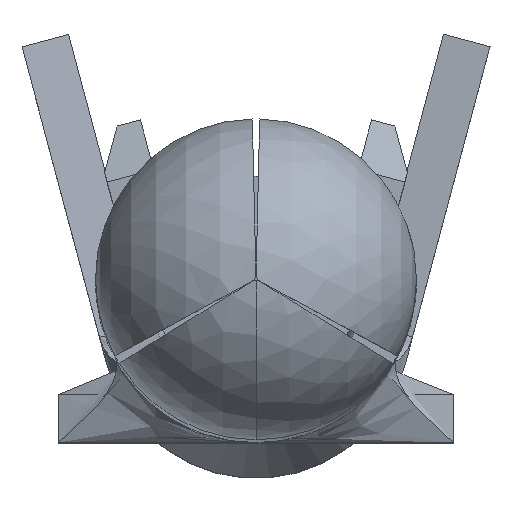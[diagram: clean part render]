
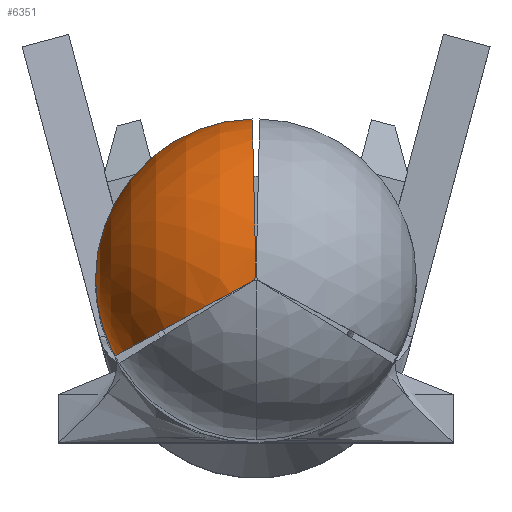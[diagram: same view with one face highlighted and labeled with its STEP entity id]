
A CAD part, top view. The second image highlights one B-rep face of the part: STEP entity #6351.
In plain terms, the highlighted spherical face has radius 2.369 mm.
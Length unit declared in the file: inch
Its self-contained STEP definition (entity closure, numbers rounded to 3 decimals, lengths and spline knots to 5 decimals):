
#473 = CARTESIAN_POINT ( 'NONE',  ( 0., 0., 0.96175 ) ) ;
#476 = CARTESIAN_POINT ( 'NONE',  ( 0., 0., 0.96175 ) ) ;
#565 = CARTESIAN_POINT ( 'NONE',  ( 0., 0., 0.96175 ) ) ;
#743 = CARTESIAN_POINT ( 'NONE',  ( 0., 0., 1.05499 ) ) ;
#794 = CARTESIAN_POINT ( 'NONE',  ( -0.00002, 0.001, 1.05499 ) ) ;
#800 = AXIS2_PLACEMENT_3D ( 'NONE', #476, #3911, #960 ) ;
#960 = DIRECTION ( 'NONE',  ( 0.879, 0.477, 0. ) ) ;
#1050 = AXIS2_PLACEMENT_3D ( 'NONE', #473, #1951, #3908 ) ;
#1056 = DIRECTION ( 'NONE',  ( -1., 0., 0. ) ) ;
#1102 = ORIENTED_EDGE ( 'NONE', *, *, #5844, .T. ) ;
#1240 = DIRECTION ( 'NONE',  ( -1., 0., 0. ) ) ;
#1337 = AXIS2_PLACEMENT_3D ( 'NONE', #5133, #2205, #5621 ) ;
#1343 = VERTEX_POINT ( 'NONE', #4605 ) ;
#1351 = CARTESIAN_POINT ( 'NONE',  ( -0.08198, -0.04444, 0.96175 ) ) ;
#1572 = ORIENTED_EDGE ( 'NONE', *, *, #4393, .T. ) ;
#1610 = FACE_OUTER_BOUND ( 'NONE', #3791, .T. ) ;
#1662 = VERTEX_POINT ( 'NONE', #794 ) ;
#1843 = EDGE_CURVE ( 'NONE', #4572, #1343, #6094, .T. ) ;
#1951 = DIRECTION ( 'NONE',  ( -1., 0., 0. ) ) ;
#1961 = CARTESIAN_POINT ( 'NONE',  ( 0., 0., 0.96175 ) ) ;
#2154 = VERTEX_POINT ( 'NONE', #5775 ) ;
#2205 = DIRECTION ( 'NONE',  ( -1., -0.023, 0. ) ) ;
#2272 = ORIENTED_EDGE ( 'NONE', *, *, #5997, .T. ) ;
#2458 = DIRECTION ( 'NONE',  ( -1., 0., 0. ) ) ;
#2648 = CARTESIAN_POINT ( 'NONE',  ( -0.00214, 0.09323, 0.96175 ) ) ;
#3468 = AXIS2_PLACEMENT_3D ( 'NONE', #743, #4198, #1240 ) ;
#3554 = CIRCLE ( 'NONE', #3468, 0.001 ) ;
#3616 = CIRCLE ( 'NONE', #3932, 0.09325 ) ;
#3791 = EDGE_LOOP ( 'NONE', ( #2272, #1102, #6311, #1572, #4343 ) ) ;
#3908 = DIRECTION ( 'NONE',  ( 0., 1., 0. ) ) ;
#3911 = DIRECTION ( 'NONE',  ( -0.477, 0.879, 0. ) ) ;
#3932 = AXIS2_PLACEMENT_3D ( 'NONE', #1961, #5389, #2458 ) ;
#3950 = VERTEX_POINT ( 'NONE', #2648 ) ;
#4002 = DIRECTION ( 'NONE',  ( 0., 0., 1. ) ) ;
#4198 = DIRECTION ( 'NONE',  ( 0., 0., -1. ) ) ;
#4343 = ORIENTED_EDGE ( 'NONE', *, *, #4842, .T. ) ;
#4393 = EDGE_CURVE ( 'NONE', #1343, #1662, #3554, .T. ) ;
#4572 = VERTEX_POINT ( 'NONE', #1351 ) ;
#4605 = CARTESIAN_POINT ( 'NONE',  ( -0.00088, -0.00048, 1.05499 ) ) ;
#4842 = EDGE_CURVE ( 'NONE', #1662, #3950, #5314, .T. ) ;
#5072 = SPHERICAL_SURFACE ( 'NONE', #1050, 0.09325 ) ;
#5133 = CARTESIAN_POINT ( 'NONE',  ( 0., 0., 0.96175 ) ) ;
#5314 = CIRCLE ( 'NONE', #1337, 0.09325 ) ;
#5389 = DIRECTION ( 'NONE',  ( 0., 0., 1. ) ) ;
#5607 = CIRCLE ( 'NONE', #5907, 0.09325 ) ;
#5621 = DIRECTION ( 'NONE',  ( -0.023, 1., 0. ) ) ;
#5775 = CARTESIAN_POINT ( 'NONE',  ( -0.09325, 0., 0.96175 ) ) ;
#5844 = EDGE_CURVE ( 'NONE', #2154, #4572, #3616, .T. ) ;
#5907 = AXIS2_PLACEMENT_3D ( 'NONE', #565, #4002, #1056 ) ;
#5997 = EDGE_CURVE ( 'NONE', #3950, #2154, #5607, .T. ) ;
#6094 = CIRCLE ( 'NONE', #800, 0.09325 ) ;
#6311 = ORIENTED_EDGE ( 'NONE', *, *, #1843, .T. ) ;
#6351 = ADVANCED_FACE ( 'NONE', ( #1610 ), #5072, .T. ) ;
